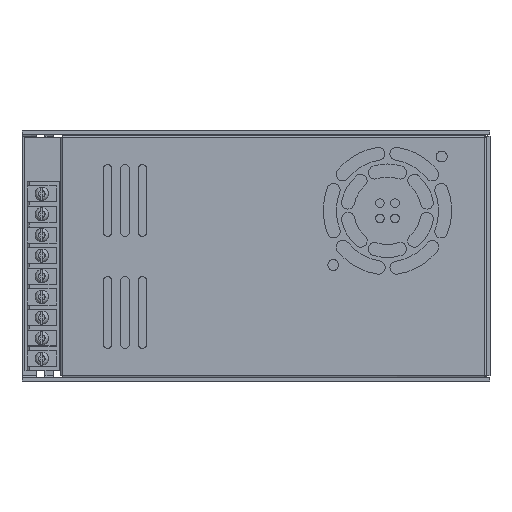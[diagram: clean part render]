
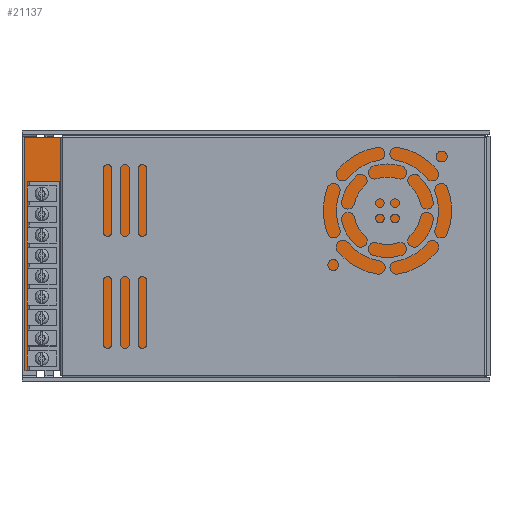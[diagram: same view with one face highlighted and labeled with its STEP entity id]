
A CAD part, top view. The second image highlights one B-rep face of the part: STEP entity #21137.
In plain terms, the highlighted face is planar.
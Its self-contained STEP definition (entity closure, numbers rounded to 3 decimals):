
#337 = VERTEX_POINT ( 'NONE', #25241 ) ;
#438 = DIRECTION ( 'NONE',  ( 1., 0., 0. ) ) ;
#510 = DIRECTION ( 'NONE',  ( 0., 0., 1. ) ) ;
#751 = CARTESIAN_POINT ( 'NONE',  ( 37.126, 43.325, 14.66 ) ) ;
#804 = LINE ( 'NONE', #18008, #5720 ) ;
#902 = LINE ( 'NONE', #19949, #22367 ) ;
#2556 = VERTEX_POINT ( 'NONE', #4597 ) ;
#2576 = LINE ( 'NONE', #22465, #17908 ) ;
#2652 = DIRECTION ( 'NONE',  ( 0., -1., 0. ) ) ;
#3258 = ORIENTED_EDGE ( 'NONE', *, *, #14154, .F. ) ;
#3732 = EDGE_CURVE ( 'NONE', #22238, #20833, #19678, .T. ) ;
#4597 = CARTESIAN_POINT ( 'NONE',  ( 37.126, 130.325, 0. ) ) ;
#4941 = EDGE_CURVE ( 'NONE', #15918, #22238, #24641, .T. ) ;
#5057 = VECTOR ( 'NONE', #8946, 1000. ) ;
#5236 = EDGE_CURVE ( 'NONE', #26113, #15918, #21818, .T. ) ;
#5720 = VECTOR ( 'NONE', #9647, 1000. ) ;
#6820 = ORIENTED_EDGE ( 'NONE', *, *, #14453, .F. ) ;
#7356 = ORIENTED_EDGE ( 'NONE', *, *, #4941, .F. ) ;
#8946 = DIRECTION ( 'NONE',  ( 0., 0., -1. ) ) ;
#9005 = VERTEX_POINT ( 'NONE', #27052 ) ;
#9019 = DIRECTION ( 'NONE',  ( 0., 0., -1. ) ) ;
#9647 = DIRECTION ( 'NONE',  ( 0., 1., 0. ) ) ;
#10224 = VECTOR ( 'NONE', #17798, 1000. ) ;
#10579 = EDGE_CURVE ( 'NONE', #337, #2556, #2576, .T. ) ;
#10947 = EDGE_LOOP ( 'NONE', ( #14525, #21441, #6820, #25467, #20155, #7356, #25377, #3258 ) ) ;
#11435 = DIRECTION ( 'NONE',  ( 0., 1., 0. ) ) ;
#11733 = VECTOR ( 'NONE', #2652, 1000. ) ;
#12153 = VERTEX_POINT ( 'NONE', #22962 ) ;
#12565 = LINE ( 'NONE', #25256, #17519 ) ;
#13805 = CARTESIAN_POINT ( 'NONE',  ( 37.126, 150.725, 206.859 ) ) ;
#14154 = EDGE_CURVE ( 'NONE', #12153, #26113, #804, .T. ) ;
#14453 = EDGE_CURVE ( 'NONE', #9005, #2556, #902, .T. ) ;
#14525 = ORIENTED_EDGE ( 'NONE', *, *, #24057, .F. ) ;
#15137 = CARTESIAN_POINT ( 'NONE',  ( 37.126, 85.061, 14.66 ) ) ;
#15918 = VERTEX_POINT ( 'NONE', #13805 ) ;
#16816 = DIRECTION ( 'NONE',  ( 0., 0., -1. ) ) ;
#17519 = VECTOR ( 'NONE', #16816, 1000. ) ;
#17567 = CARTESIAN_POINT ( 'NONE',  ( 37.126, 43.325, 206.859 ) ) ;
#17798 = DIRECTION ( 'NONE',  ( 0., 1., 0. ) ) ;
#17908 = VECTOR ( 'NONE', #11435, 1000. ) ;
#18008 = CARTESIAN_POINT ( 'NONE',  ( 37.126, 150.725, -1.208 ) ) ;
#18014 = CARTESIAN_POINT ( 'NONE',  ( 37.126, 150.725, 206.859 ) ) ;
#18284 = CARTESIAN_POINT ( 'NONE',  ( 37.126, 43.325, 206.859 ) ) ;
#18982 = VECTOR ( 'NONE', #510, 1000. ) ;
#19678 = LINE ( 'NONE', #17567, #5057 ) ;
#19690 = CARTESIAN_POINT ( 'NONE',  ( 37.126, 150.725, 206.859 ) ) ;
#19747 = CARTESIAN_POINT ( 'NONE',  ( 37.126, 0., 0. ) ) ;
#19949 = CARTESIAN_POINT ( 'NONE',  ( 37.126, 130.325, 0. ) ) ;
#20155 = ORIENTED_EDGE ( 'NONE', *, *, #3732, .F. ) ;
#20833 = VERTEX_POINT ( 'NONE', #751 ) ;
#21137 = ADVANCED_FACE ( 'NONE', ( #25948 ), #26491, .F. ) ;
#21441 = ORIENTED_EDGE ( 'NONE', *, *, #10579, .T. ) ;
#21818 = LINE ( 'NONE', #19690, #18982 ) ;
#22039 = LINE ( 'NONE', #15137, #10224 ) ;
#22238 = VERTEX_POINT ( 'NONE', #18284 ) ;
#22367 = VECTOR ( 'NONE', #26833, 1000. ) ;
#22465 = CARTESIAN_POINT ( 'NONE',  ( 37.126, 111.325, 0. ) ) ;
#22561 = AXIS2_PLACEMENT_3D ( 'NONE', #19747, #438, #9019 ) ;
#22618 = EDGE_CURVE ( 'NONE', #20833, #9005, #22039, .T. ) ;
#22962 = CARTESIAN_POINT ( 'NONE',  ( 37.126, 43.325, -1.208 ) ) ;
#24057 = EDGE_CURVE ( 'NONE', #337, #12153, #12565, .T. ) ;
#24641 = LINE ( 'NONE', #18014, #11733 ) ;
#25149 = CARTESIAN_POINT ( 'NONE',  ( 37.126, 150.725, -1.208 ) ) ;
#25241 = CARTESIAN_POINT ( 'NONE',  ( 37.126, 43.325, 0. ) ) ;
#25256 = CARTESIAN_POINT ( 'NONE',  ( 37.126, 43.325, 206.859 ) ) ;
#25377 = ORIENTED_EDGE ( 'NONE', *, *, #5236, .F. ) ;
#25467 = ORIENTED_EDGE ( 'NONE', *, *, #22618, .F. ) ;
#25948 = FACE_OUTER_BOUND ( 'NONE', #10947, .T. ) ;
#26113 = VERTEX_POINT ( 'NONE', #25149 ) ;
#26491 = PLANE ( 'NONE',  #22561 ) ;
#26833 = DIRECTION ( 'NONE',  ( 0., 0., -1. ) ) ;
#27052 = CARTESIAN_POINT ( 'NONE',  ( 37.126, 130.325, 14.66 ) ) ;
